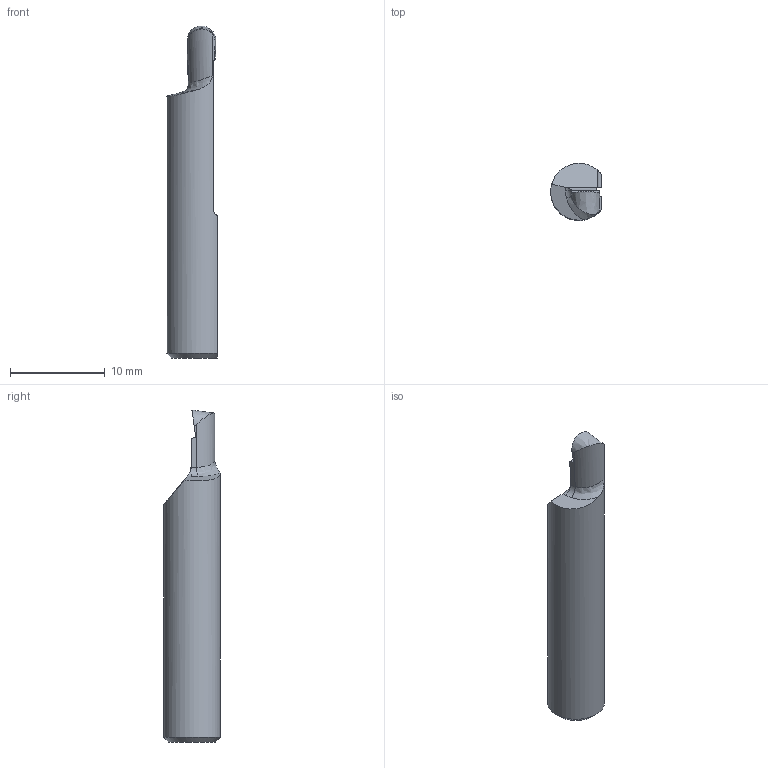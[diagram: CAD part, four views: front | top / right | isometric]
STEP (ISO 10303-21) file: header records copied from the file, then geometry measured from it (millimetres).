
FILE_DESCRIPTION (( 'STEP AP203' ), '1' );
FILE_NAME ('R620.3015-20.step', '2024-02-26T08:16:37', ( '' ), ( '' ), 'SwSTEP 2.0', 'SolidWorks 2022', '' );
FILE_SCHEMA (( 'CONFIG_CONTROL_DESIGN' ));
Length unit declared in the file: millimetre
Products named in the file (1): R620.3015-20
Bounding box: 5.34 x 6 x 35 mm (x, y, z)
Volume: 722.9 mm3; surface area: 642.4 mm2
Topology: 1 solids, 1 shells, 33 faces, 90 edges, 59 vertices
Faces by surface type: plane 16, cylinder 11, bspline 3, torus 2, cone 1
Entity records: 1343 total; most frequent: CARTESIAN_POINT 505, ORIENTED_EDGE 180, DIRECTION 132, EDGE_CURVE 90, VERTEX_POINT 59, VECTOR 44, AXIS2_PLACEMENT_3D 44, LINE 44
